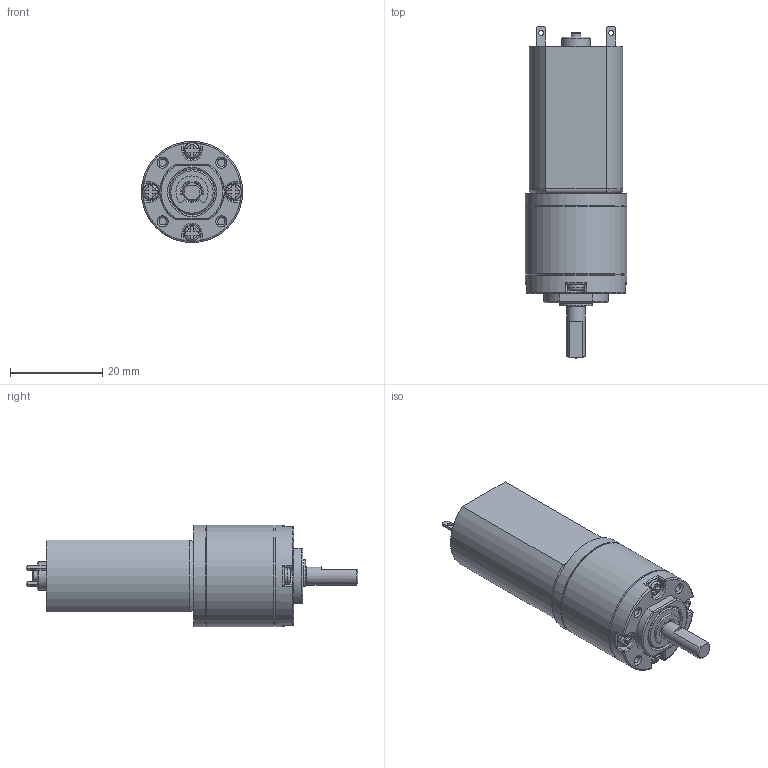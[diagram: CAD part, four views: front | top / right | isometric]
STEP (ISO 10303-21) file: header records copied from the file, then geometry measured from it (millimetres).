
FILE_DESCRIPTION((''),'2;1');
FILE_NAME('K22-2032 SERIES.stp','2015-02-26T17:44:00',('AHN'),(''),'Autodesk Inventor 2012','Autodesk Inventor 2012','');
FILE_SCHEMA(('CONFIG_CONTROL_DESIGN'));
Length unit declared in the file: millimetre
Products named in the file (6): K22-2032; 부품1; 부품2; 부품3; 부품4; 부품5
Assembly tree (5 placements, depth 2):
  K22-2032
    부품1
    부품2
    부품3
    부품4
    부품5
Bounding box: 22 x 72.1 x 22 mm (x, y, z)
Volume: 14942.2 mm3; surface area: 7863.3 mm2
Topology: 5 solids, 6 shells, 289 faces, 711 edges, 450 vertices
Faces by surface type: plane 147, cylinder 81, torus 31, cone 22, sphere 8
Full cylindrical faces by diameter (mm): 1.1 x2, 1.57 x8, 2 x2, 2.2 x4, 2.4 x2, 2.8 x2, 3 x1, 3.1 x2, 3.4 x4, 4 x5, 6.1 x2, 6.2 x1, 7 x1, 9.8 x1, 10 x1, 14.4 x1, 22 x3
Entity records: 8831 total; most frequent: CARTESIAN_POINT 1861, DIRECTION 1396, ORIENTED_EDGE 1212, EDGE_CURVE 606, AXIS2_PLACEMENT_3D 558, VERTEX_POINT 425, EDGE_LOOP 425, FACE_OUTER_BOUND 289
